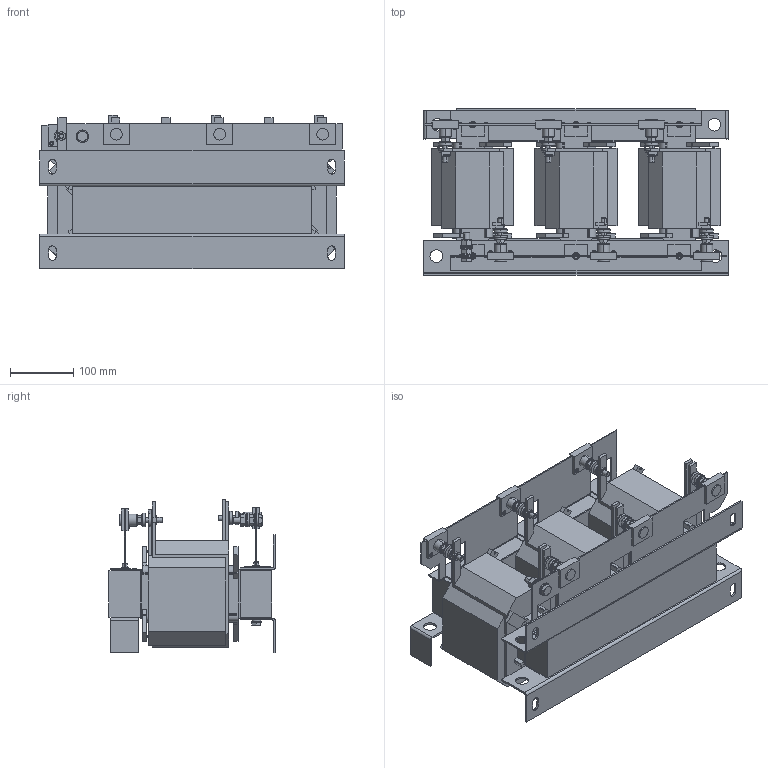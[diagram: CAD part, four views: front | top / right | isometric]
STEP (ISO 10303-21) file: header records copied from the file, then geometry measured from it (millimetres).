
FILE_DESCRIPTION (( 'STEP AP214' ), '1' );
FILE_NAME ('208436.STEP', '2020-05-29T00:32:01', ( '' ), ( '' ), 'SwSTEP 2.0', 'SolidWorks 2018', '' );
FILE_SCHEMA (( 'AUTOMOTIVE_DESIGN' ));
Length unit declared in the file: millimetre
Products named in the file (1): 208436
Bounding box: 480 x 262 x 242.49 mm (x, y, z)
Volume: 11375248.4 mm3; surface area: 959507.5 mm2
Topology: 1 solids, 1 shells, 1574 faces, 4072 edges, 2577 vertices
Faces by surface type: plane 973, cylinder 293, cone 178, bspline 114, torus 16
Entity records: 51832 total; most frequent: CARTESIAN_POINT 13884, ORIENTED_EDGE 8144, DIRECTION 7512, EDGE_CURVE 4072, VECTOR 2594, LINE 2594, VERTEX_POINT 2577, AXIS2_PLACEMENT_3D 2459
